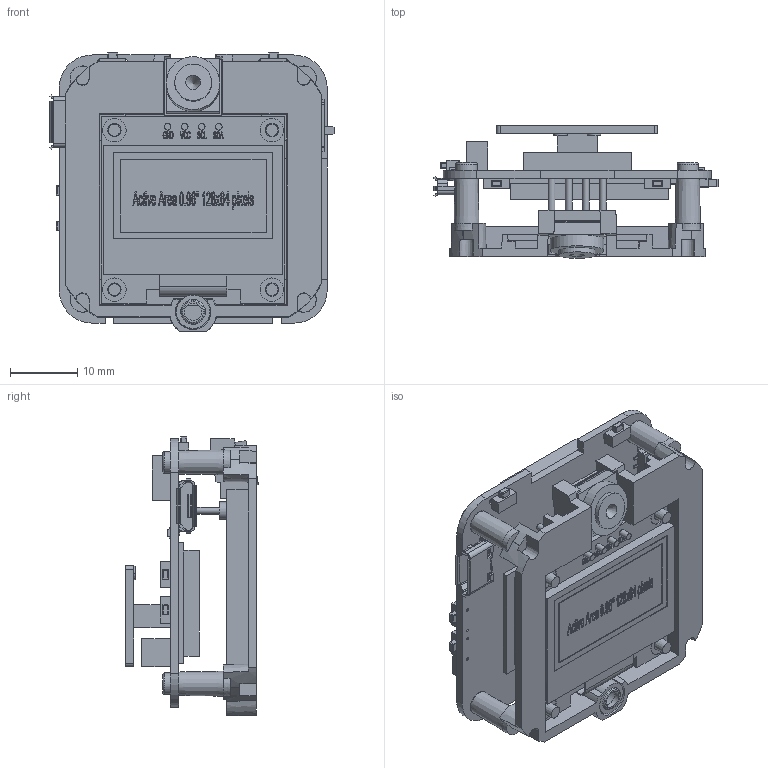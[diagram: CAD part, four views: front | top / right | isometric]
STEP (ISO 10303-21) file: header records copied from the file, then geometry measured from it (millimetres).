
FILE_DESCRIPTION(/* description */ (''),/* implementation_level */ '2;1');
FILE_NAME(/* name */ '20200622 PBA bracket.stp',/* time_stamp */ '2020-06-22T13:42:14+08:00',/* author */ (''),/* organization */ (''),/* preprocessor_version */ 'ST-DEVELOPER v15',/* originating_system */ 'SIEMENS PLM Software NX 9.0',/* authorisation */ '');
FILE_SCHEMA (('AP203_CONFIGURATION_CONTROLLED_3D_DESIGN_OF_MECHANICAL_PARTS_AND_ASSEMBLIES_MIM_LF { 1 0 10303 403 2 1 2}'));
Products named in the file (1): user032CBB95b1d4
Bounding box: 42.45 x 19.82 x 41.67 mm (x, y, z)
Volume: 7766.4 mm3; surface area: 11469.8 mm2
Topology: 5 solids, 17 shells, 1424 faces, 3754 edges, 2469 vertices
Faces by surface type: plane 950, cylinder 195, extrusion 176, cone 44, bspline 32, sphere 20, torus 7
Full cylindrical faces by diameter (mm): 0.35 x4, 0.5 x2, 0.55 x2, 0.7 x2, 0.8 x2, 0.9 x6, 1 x12, 1.7 x4, 2 x4, 2.6 x5, 3.2 x4, 3.5 x4, 3.6 x4, 3.8 x1, 5 x1, 5.5 x1, 8 x1
Entity records: 56785 total; most frequent: CARTESIAN_POINT 22963, ORIENTED_EDGE 7126, DIRECTION 6215, EDGE_CURVE 3563, VECTOR 2643, LINE 2467, VERTEX_POINT 2380, AXIS2_PLACEMENT_3D 1786
